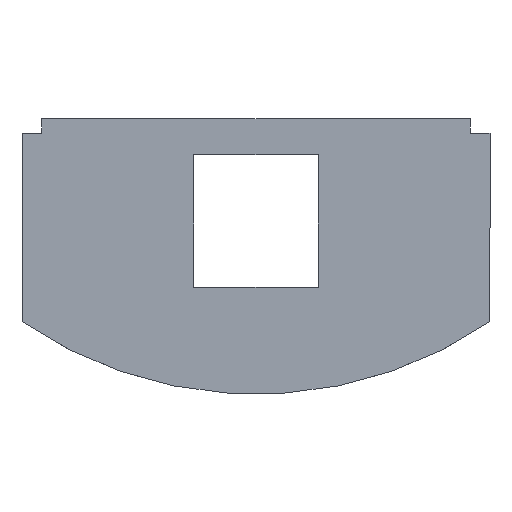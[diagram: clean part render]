
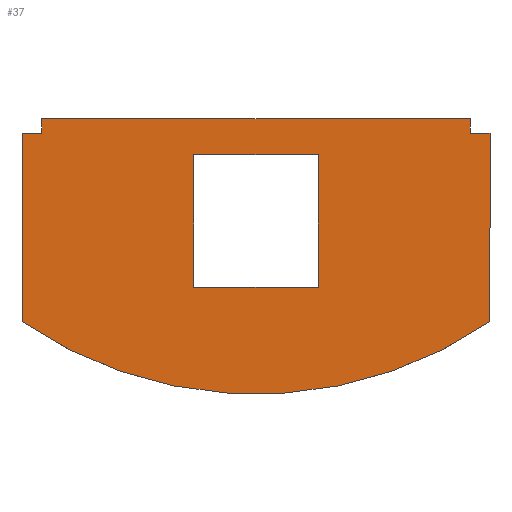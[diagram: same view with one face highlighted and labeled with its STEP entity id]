
A CAD part, top view. The second image highlights one B-rep face of the part: STEP entity #37.
In plain terms, the highlighted planar face has unit normal (0, 0, 1).
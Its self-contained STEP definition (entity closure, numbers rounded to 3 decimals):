
#2 = EDGE_CURVE ( 'NONE', #293, #197, #260, .T. ) ;
#7 = VERTEX_POINT ( 'NONE', #115 ) ;
#12 = CARTESIAN_POINT ( 'NONE',  ( 0., 0., 0.75 ) ) ;
#17 = DIRECTION ( 'NONE',  ( 1., 0., 0. ) ) ;
#26 = DIRECTION ( 'NONE',  ( 0., 0., 1. ) ) ;
#30 = CARTESIAN_POINT ( 'NONE',  ( -29.75, -19.25, 0.75 ) ) ;
#31 = CARTESIAN_POINT ( 'NONE',  ( 8.65, -24.25, 0.75 ) ) ;
#37 = ADVANCED_FACE ( 'NONE', ( #89, #82 ), #365, .T. ) ;
#51 = EDGE_CURVE ( 'NONE', #193, #320, #223, .T. ) ;
#67 = VECTOR ( 'NONE', #275, 1000. ) ;
#68 = DIRECTION ( 'NONE',  ( 0., 1., 0. ) ) ;
#70 = CARTESIAN_POINT ( 'NONE',  ( 29.75, -19.25, 0.75 ) ) ;
#74 = ORIENTED_EDGE ( 'NONE', *, *, #101, .T. ) ;
#82 = FACE_OUTER_BOUND ( 'NONE', #150, .T. ) ;
#89 = FACE_BOUND ( 'NONE', #104, .T. ) ;
#95 = CARTESIAN_POINT ( 'NONE',  ( -32.5, -47.434, 0.75 ) ) ;
#100 = CARTESIAN_POINT ( 'NONE',  ( -7.284, -42.65, 0.75 ) ) ;
#101 = EDGE_CURVE ( 'NONE', #423, #262, #347, .T. ) ;
#104 = EDGE_LOOP ( 'NONE', ( #112, #118, #265, #218 ) ) ;
#110 = EDGE_CURVE ( 'NONE', #176, #337, #410, .T. ) ;
#111 = VERTEX_POINT ( 'NONE', #95 ) ;
#112 = ORIENTED_EDGE ( 'NONE', *, *, #395, .F. ) ;
#115 = CARTESIAN_POINT ( 'NONE',  ( 29.75, -21.25, 0.75 ) ) ;
#117 = DIRECTION ( 'NONE',  ( 0., -1., 0. ) ) ;
#118 = ORIENTED_EDGE ( 'NONE', *, *, #2, .F. ) ;
#120 = CARTESIAN_POINT ( 'NONE',  ( 32.5, -21.25, 0.75 ) ) ;
#121 = ORIENTED_EDGE ( 'NONE', *, *, #226, .T. ) ;
#122 = CARTESIAN_POINT ( 'NONE',  ( 0., 0., 0.75 ) ) ;
#124 = VECTOR ( 'NONE', #439, 1000. ) ;
#126 = VECTOR ( 'NONE', #283, 1000. ) ;
#140 = DIRECTION ( 'NONE',  ( 1., 0., 0. ) ) ;
#141 = VECTOR ( 'NONE', #453, 1000. ) ;
#150 = EDGE_LOOP ( 'NONE', ( #121, #354, #74, #393, #190, #368, #288, #290 ) ) ;
#162 = CARTESIAN_POINT ( 'NONE',  ( -32.5, -21.25, 0.75 ) ) ;
#166 = DIRECTION ( 'NONE',  ( -1., 0., 0. ) ) ;
#171 = LINE ( 'NONE', #448, #229 ) ;
#172 = DIRECTION ( 'NONE',  ( -1., 0., 0. ) ) ;
#173 = CIRCLE ( 'NONE', #425, 57.5 ) ;
#176 = VERTEX_POINT ( 'NONE', #379 ) ;
#177 = CARTESIAN_POINT ( 'NONE',  ( 29.75, -19.25, 0.75 ) ) ;
#189 = VECTOR ( 'NONE', #172, 1000. ) ;
#190 = ORIENTED_EDGE ( 'NONE', *, *, #312, .T. ) ;
#193 = VERTEX_POINT ( 'NONE', #343 ) ;
#197 = VERTEX_POINT ( 'NONE', #400 ) ;
#200 = CARTESIAN_POINT ( 'NONE',  ( 8.65, -25.616, 0.75 ) ) ;
#203 = CARTESIAN_POINT ( 'NONE',  ( -29.75, -19.25, 0.75 ) ) ;
#211 = VECTOR ( 'NONE', #416, 1000. ) ;
#214 = CARTESIAN_POINT ( 'NONE',  ( -29.75, -21.25, 0.75 ) ) ;
#218 = ORIENTED_EDGE ( 'NONE', *, *, #110, .F. ) ;
#223 = LINE ( 'NONE', #120, #247 ) ;
#224 = CARTESIAN_POINT ( 'NONE',  ( -8.65, -24.25, 0.75 ) ) ;
#226 = EDGE_CURVE ( 'NONE', #424, #418, #444, .T. ) ;
#228 = DIRECTION ( 'NONE',  ( 0., 1., 0. ) ) ;
#229 = VECTOR ( 'NONE', #382, 1000. ) ;
#247 = VECTOR ( 'NONE', #228, 1000. ) ;
#252 = VECTOR ( 'NONE', #117, 1000. ) ;
#260 = LINE ( 'NONE', #406, #124 ) ;
#262 = VERTEX_POINT ( 'NONE', #162 ) ;
#265 = ORIENTED_EDGE ( 'NONE', *, *, #318, .F. ) ;
#268 = VECTOR ( 'NONE', #68, 1000. ) ;
#269 = EDGE_CURVE ( 'NONE', #418, #423, #304, .T. ) ;
#274 = LINE ( 'NONE', #100, #126 ) ;
#275 = DIRECTION ( 'NONE',  ( -1., 0., 0. ) ) ;
#276 = VECTOR ( 'NONE', #166, 1000. ) ;
#283 = DIRECTION ( 'NONE',  ( 1., 0., 0. ) ) ;
#284 = LINE ( 'NONE', #457, #211 ) ;
#288 = ORIENTED_EDGE ( 'NONE', *, *, #411, .T. ) ;
#290 = ORIENTED_EDGE ( 'NONE', *, *, #391, .T. ) ;
#293 = VERTEX_POINT ( 'NONE', #224 ) ;
#294 = DIRECTION ( 'NONE',  ( 0., 0., 1. ) ) ;
#304 = LINE ( 'NONE', #203, #252 ) ;
#312 = EDGE_CURVE ( 'NONE', #111, #193, #173, .T. ) ;
#318 = EDGE_CURVE ( 'NONE', #337, #293, #284, .T. ) ;
#320 = VERTEX_POINT ( 'NONE', #450 ) ;
#330 = EDGE_CURVE ( 'NONE', #262, #111, #171, .T. ) ;
#337 = VERTEX_POINT ( 'NONE', #31 ) ;
#341 = AXIS2_PLACEMENT_3D ( 'NONE', #12, #294, #17 ) ;
#343 = CARTESIAN_POINT ( 'NONE',  ( 32.5, -47.434, 0.75 ) ) ;
#347 = LINE ( 'NONE', #381, #67 ) ;
#350 = LINE ( 'NONE', #387, #189 ) ;
#354 = ORIENTED_EDGE ( 'NONE', *, *, #269, .T. ) ;
#364 = CARTESIAN_POINT ( 'NONE',  ( -29.75, -19.25, 0.75 ) ) ;
#365 = PLANE ( 'NONE',  #341 ) ;
#368 = ORIENTED_EDGE ( 'NONE', *, *, #51, .T. ) ;
#379 = CARTESIAN_POINT ( 'NONE',  ( 8.65, -42.65, 0.75 ) ) ;
#380 = LINE ( 'NONE', #70, #268 ) ;
#381 = CARTESIAN_POINT ( 'NONE',  ( -29.75, -21.25, 0.75 ) ) ;
#382 = DIRECTION ( 'NONE',  ( 0., -1., 0. ) ) ;
#387 = CARTESIAN_POINT ( 'NONE',  ( 29.75, -21.25, 0.75 ) ) ;
#391 = EDGE_CURVE ( 'NONE', #7, #424, #380, .T. ) ;
#393 = ORIENTED_EDGE ( 'NONE', *, *, #330, .T. ) ;
#395 = EDGE_CURVE ( 'NONE', #197, #176, #274, .T. ) ;
#400 = CARTESIAN_POINT ( 'NONE',  ( -8.65, -42.65, 0.75 ) ) ;
#406 = CARTESIAN_POINT ( 'NONE',  ( -8.65, -25.616, 0.75 ) ) ;
#410 = LINE ( 'NONE', #200, #141 ) ;
#411 = EDGE_CURVE ( 'NONE', #320, #7, #350, .T. ) ;
#416 = DIRECTION ( 'NONE',  ( -1., 0., 0. ) ) ;
#418 = VERTEX_POINT ( 'NONE', #30 ) ;
#423 = VERTEX_POINT ( 'NONE', #214 ) ;
#424 = VERTEX_POINT ( 'NONE', #177 ) ;
#425 = AXIS2_PLACEMENT_3D ( 'NONE', #122, #26, #140 ) ;
#439 = DIRECTION ( 'NONE',  ( 0., -1., 0. ) ) ;
#444 = LINE ( 'NONE', #364, #276 ) ;
#448 = CARTESIAN_POINT ( 'NONE',  ( -32.5, -21.25, 0.75 ) ) ;
#450 = CARTESIAN_POINT ( 'NONE',  ( 32.5, -21.25, 0.75 ) ) ;
#453 = DIRECTION ( 'NONE',  ( 0., 1., 0. ) ) ;
#457 = CARTESIAN_POINT ( 'NONE',  ( -7.284, -24.25, 0.75 ) ) ;
